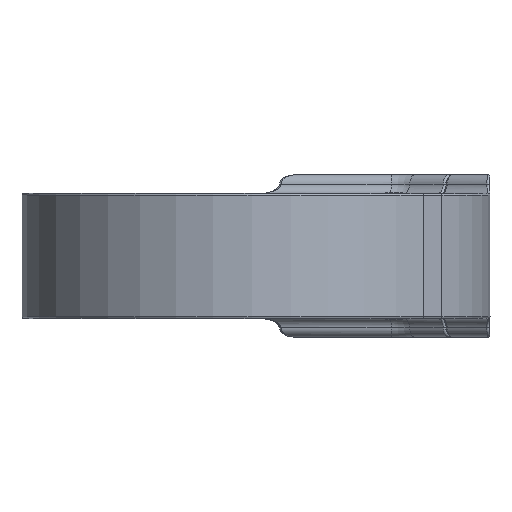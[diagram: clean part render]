
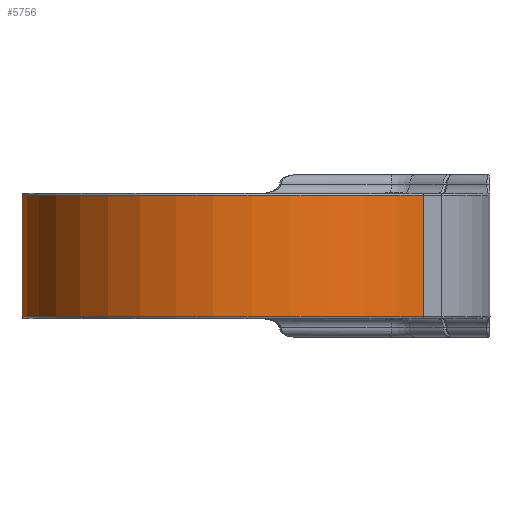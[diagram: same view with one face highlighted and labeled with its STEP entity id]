
A CAD part, left-side view. The second image highlights one B-rep face of the part: STEP entity #5756.
In plain terms, the highlighted cylindrical face has radius 23.25 mm (diameter 46.5 mm), a partial arc.
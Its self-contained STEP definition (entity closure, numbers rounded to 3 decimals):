
#1612=DIRECTION('',(0.,0.,1.));
#1613=VECTOR('',#1612,12.3);
#1614=CARTESIAN_POINT('',(-15.224,-17.573,-6.15));
#1615=LINE('',#1614,#1613);
#1616=CARTESIAN_POINT('',(0.,0.,6.15));
#1617=DIRECTION('',(0.,0.,1.));
#1618=DIRECTION('',(0.911,0.412,0.));
#1619=AXIS2_PLACEMENT_3D('',#1616,#1617,#1618);
#1621=CARTESIAN_POINT('',(0.,0.,-6.15));
#1622=DIRECTION('',(0.,0.,-1.));
#1623=DIRECTION('',(-0.655,-0.756,0.));
#1624=AXIS2_PLACEMENT_3D('',#1621,#1622,#1623);
#1626=DIRECTION('',(0.,0.,1.));
#1627=VECTOR('',#1626,12.3);
#1628=CARTESIAN_POINT('',(21.182,9.587,-6.15));
#1629=LINE('',#1628,#1627);
#3010=CARTESIAN_POINT('',(21.182,9.587,6.15));
#3011=VERTEX_POINT('',#3010);
#3014=CARTESIAN_POINT('',(-15.224,-17.573,6.15));
#3015=VERTEX_POINT('',#3014);
#3066=CARTESIAN_POINT('',(-15.224,-17.573,-6.15));
#3067=VERTEX_POINT('',#3066);
#3070=CARTESIAN_POINT('',(21.182,9.587,-6.15));
#3071=VERTEX_POINT('',#3070);
#5744=CARTESIAN_POINT('',(0.,0.,-6.35));
#5745=DIRECTION('',(0.,0.,1.));
#5746=DIRECTION('',(1.,0.,0.));
#5747=AXIS2_PLACEMENT_3D('',#5744,#5745,#5746);
#5748=CYLINDRICAL_SURFACE('',#5747,23.25);
#5749=ORIENTED_EDGE('',*,*,#5685,.T.);
#5750=ORIENTED_EDGE('',*,*,#5739,.F.);
#5751=ORIENTED_EDGE('',*,*,#3397,.T.);
#5753=ORIENTED_EDGE('',*,*,#5752,.T.);
#5754=EDGE_LOOP('',(#5749,#5750,#5751,#5753));
#5755=FACE_OUTER_BOUND('',#5754,.F.);
#5756=ADVANCED_FACE('',(#5755),#5748,.T.);
#1620=CIRCLE('',#1619,23.25);
#1625=CIRCLE('',#1624,23.25);
#3397=EDGE_CURVE('',#3067,#3071,#1625,.T.);
#5685=EDGE_CURVE('',#3011,#3015,#1620,.T.);
#5739=EDGE_CURVE('',#3067,#3015,#1615,.T.);
#5752=EDGE_CURVE('',#3071,#3011,#1629,.T.);
